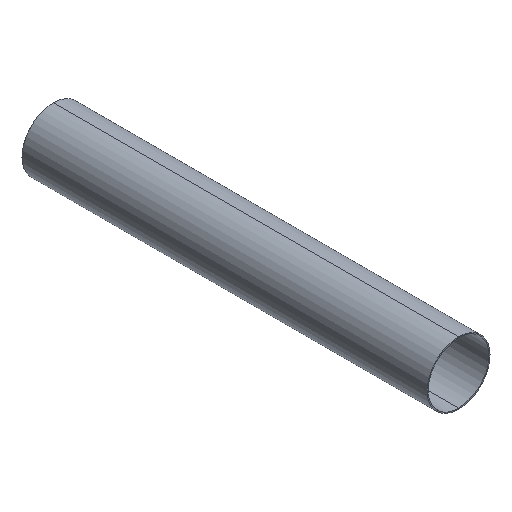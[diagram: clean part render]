
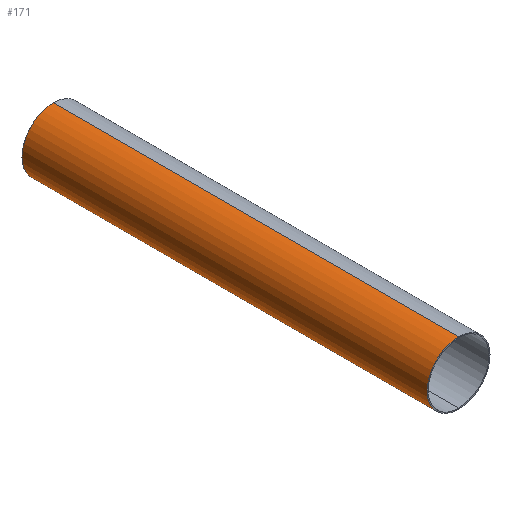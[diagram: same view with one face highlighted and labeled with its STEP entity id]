
A CAD part, isometric view. The second image highlights one B-rep face of the part: STEP entity #171.
In plain terms, the highlighted cylindrical face has radius 39.35 mm (diameter 78.7 mm), a partial arc.
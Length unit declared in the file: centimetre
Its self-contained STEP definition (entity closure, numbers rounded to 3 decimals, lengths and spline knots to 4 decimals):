
#1 = VECTOR ( 'NONE', #174, 100. ) ;
#3 = ORIENTED_EDGE ( 'NONE', *, *, #103, .F. ) ;
#20 = ORIENTED_EDGE ( 'NONE', *, *, #175, .F. ) ;
#22 = CIRCLE ( 'NONE', #155, 3.935 ) ;
#25 = DIRECTION ( 'NONE',  ( 0., 1., 0. ) ) ;
#28 = CARTESIAN_POINT ( 'NONE',  ( 0., 0., 0. ) ) ;
#43 = DIRECTION ( 'NONE',  ( 0., 0., -1. ) ) ;
#54 = DIRECTION ( 'NONE',  ( 0., 0., 1. ) ) ;
#61 = AXIS2_PLACEMENT_3D ( 'NONE', #161, #158, #54 ) ;
#62 = VERTEX_POINT ( 'NONE', #114 ) ;
#65 = VERTEX_POINT ( 'NONE', #184 ) ;
#71 = CARTESIAN_POINT ( 'NONE',  ( 0., 50.8, 3.935 ) ) ;
#73 = FACE_OUTER_BOUND ( 'NONE', #110, .T. ) ;
#79 = EDGE_CURVE ( 'NONE', #62, #65, #22, .T. ) ;
#81 = AXIS2_PLACEMENT_3D ( 'NONE', #145, #109, #43 ) ;
#103 = EDGE_CURVE ( 'NONE', #151, #153, #112, .T. ) ;
#107 = CARTESIAN_POINT ( 'NONE',  ( 0., 50.8, -3.935 ) ) ;
#109 = DIRECTION ( 'NONE',  ( 0., -1., 0. ) ) ;
#110 = EDGE_LOOP ( 'NONE', ( #20, #3, #136, #141 ) ) ;
#112 = CIRCLE ( 'NONE', #61, 3.935 ) ;
#114 = CARTESIAN_POINT ( 'NONE',  ( 0., 0., -3.935 ) ) ;
#119 = CARTESIAN_POINT ( 'NONE',  ( 0., 50.8, -3.935 ) ) ;
#122 = LINE ( 'NONE', #107, #1 ) ;
#136 = ORIENTED_EDGE ( 'NONE', *, *, #139, .T. ) ;
#139 = EDGE_CURVE ( 'NONE', #151, #62, #122, .T. ) ;
#141 = ORIENTED_EDGE ( 'NONE', *, *, #79, .T. ) ;
#145 = CARTESIAN_POINT ( 'NONE',  ( 0., 50.8, 0. ) ) ;
#148 = DIRECTION ( 'NONE',  ( 0., -1., 0. ) ) ;
#151 = VERTEX_POINT ( 'NONE', #119 ) ;
#153 = VERTEX_POINT ( 'NONE', #71 ) ;
#155 = AXIS2_PLACEMENT_3D ( 'NONE', #28, #25, #179 ) ;
#158 = DIRECTION ( 'NONE',  ( 0., 1., 0. ) ) ;
#161 = CARTESIAN_POINT ( 'NONE',  ( 0., 50.8, 0. ) ) ;
#162 = VECTOR ( 'NONE', #148, 100. ) ;
#171 = ADVANCED_FACE ( 'NONE', ( #73 ), #177, .T. ) ;
#174 = DIRECTION ( 'NONE',  ( 0., -1., 0. ) ) ;
#175 = EDGE_CURVE ( 'NONE', #153, #65, #193, .T. ) ;
#177 = CYLINDRICAL_SURFACE ( 'NONE', #81, 3.935 ) ;
#179 = DIRECTION ( 'NONE',  ( 0., 0., 1. ) ) ;
#184 = CARTESIAN_POINT ( 'NONE',  ( 0., 0., 3.935 ) ) ;
#193 = LINE ( 'NONE', #195, #162 ) ;
#195 = CARTESIAN_POINT ( 'NONE',  ( 0., 50.8, 3.935 ) ) ;
